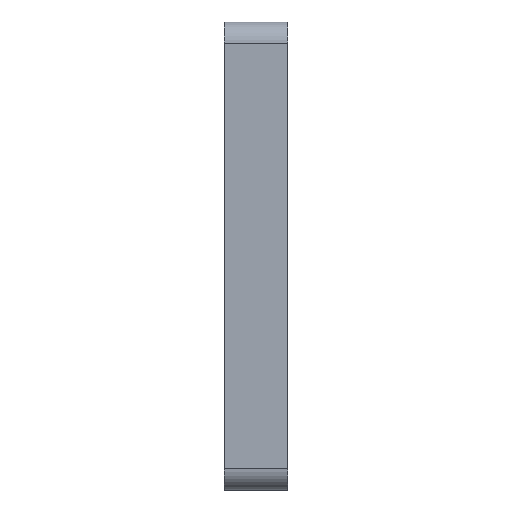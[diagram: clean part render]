
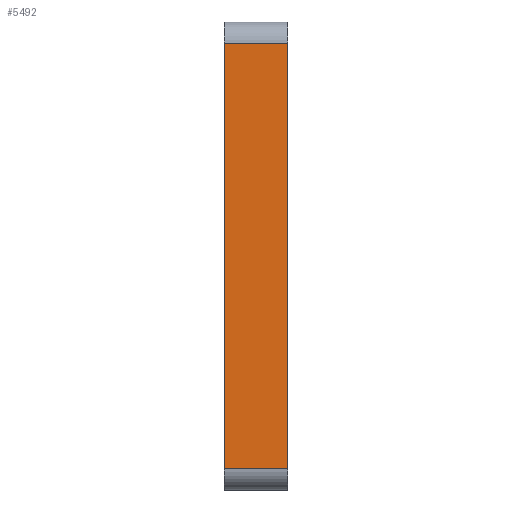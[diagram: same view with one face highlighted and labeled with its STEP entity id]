
A CAD part, left-side view. The second image highlights one B-rep face of the part: STEP entity #5492.
In plain terms, the highlighted planar face has unit normal (-1, 0, 0).
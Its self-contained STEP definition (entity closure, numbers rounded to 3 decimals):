
#547 = LINE ( 'NONE', #11350, #11676 ) ;
#649 = DIRECTION ( 'NONE',  ( 0., 0., 1. ) ) ;
#700 = DIRECTION ( 'NONE',  ( 0., 0., 1. ) ) ;
#1971 = LINE ( 'NONE', #8047, #2307 ) ;
#2107 = CARTESIAN_POINT ( 'NONE',  ( -19.5, 0., -10. ) ) ;
#2215 = VERTEX_POINT ( 'NONE', #12504 ) ;
#2307 = VECTOR ( 'NONE', #3593, 1000. ) ;
#3120 = VERTEX_POINT ( 'NONE', #2107 ) ;
#3593 = DIRECTION ( 'NONE',  ( 0., 1., 0. ) ) ;
#3922 = CARTESIAN_POINT ( 'NONE',  ( -19.5, 3., 10. ) ) ;
#3952 = VERTEX_POINT ( 'NONE', #7993 ) ;
#4266 = ORIENTED_EDGE ( 'NONE', *, *, #7850, .T. ) ;
#4300 = DIRECTION ( 'NONE',  ( 0., 0., -1. ) ) ;
#5412 = CARTESIAN_POINT ( 'NONE',  ( -19.5, 3., 0. ) ) ;
#5492 = ADVANCED_FACE ( 'NONE', ( #9569 ), #10801, .F. ) ;
#5852 = AXIS2_PLACEMENT_3D ( 'NONE', #5412, #12022, #4300 ) ;
#7021 = EDGE_CURVE ( 'NONE', #2215, #12387, #10703, .T. ) ;
#7474 = LINE ( 'NONE', #8858, #11381 ) ;
#7850 = EDGE_CURVE ( 'NONE', #2215, #3120, #7474, .T. ) ;
#7993 = CARTESIAN_POINT ( 'NONE',  ( -19.5, 0., 10. ) ) ;
#8047 = CARTESIAN_POINT ( 'NONE',  ( -19.5, 3., 10. ) ) ;
#8858 = CARTESIAN_POINT ( 'NONE',  ( -19.5, 0., -10. ) ) ;
#9569 = FACE_OUTER_BOUND ( 'NONE', #11360, .T. ) ;
#9994 = ORIENTED_EDGE ( 'NONE', *, *, #12097, .T. ) ;
#10497 = ORIENTED_EDGE ( 'NONE', *, *, #7021, .F. ) ;
#10703 = LINE ( 'NONE', #11299, #11549 ) ;
#10801 = PLANE ( 'NONE',  #5852 ) ;
#11299 = CARTESIAN_POINT ( 'NONE',  ( -19.5, 3., 0. ) ) ;
#11350 = CARTESIAN_POINT ( 'NONE',  ( -19.5, 0., 0. ) ) ;
#11360 = EDGE_LOOP ( 'NONE', ( #11590, #9994, #10497, #4266 ) ) ;
#11377 = EDGE_CURVE ( 'NONE', #3120, #3952, #547, .T. ) ;
#11381 = VECTOR ( 'NONE', #13092, 1000. ) ;
#11549 = VECTOR ( 'NONE', #649, 1000. ) ;
#11590 = ORIENTED_EDGE ( 'NONE', *, *, #11377, .T. ) ;
#11676 = VECTOR ( 'NONE', #700, 1000. ) ;
#12022 = DIRECTION ( 'NONE',  ( 1., 0., 0. ) ) ;
#12097 = EDGE_CURVE ( 'NONE', #3952, #12387, #1971, .T. ) ;
#12387 = VERTEX_POINT ( 'NONE', #3922 ) ;
#12504 = CARTESIAN_POINT ( 'NONE',  ( -19.5, 3., -10. ) ) ;
#13092 = DIRECTION ( 'NONE',  ( 0., -1., 0. ) ) ;
